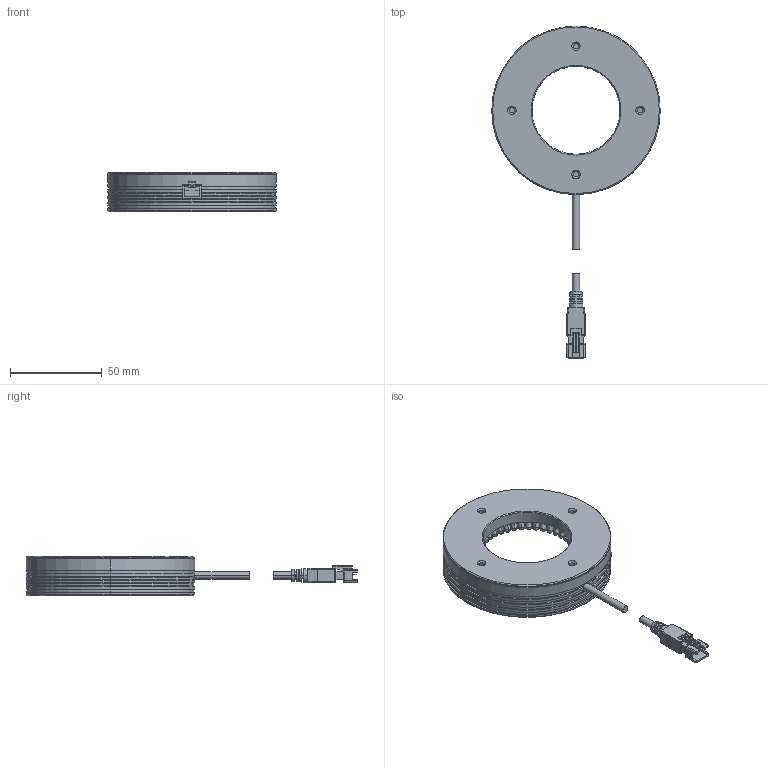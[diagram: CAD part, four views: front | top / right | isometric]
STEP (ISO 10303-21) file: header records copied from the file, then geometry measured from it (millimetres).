
FILE_DESCRIPTION(('STEP AP214'),'1');
FILE_NAME('VLR-30D92.stp','2023-02-06T09:45:31',(' '),(' '),'Spatial InterOp 3D',' ',' ');
FILE_SCHEMA(('AUTOMOTIVE_DESIGN { 1 0 10303 214 1 1 1 1 }'));
Length unit declared in the file: metre
Products named in the file (3): VLR-30D92; Component1; Component2
Assembly tree (2 placements, depth 2):
  VLR-30D92
    Component1
    Component2
Bounding box: 92 x 181.2 x 21.5 mm (x, y, z)
Volume: 76559.3 mm3; surface area: 30972.5 mm2
Topology: 2 solids, 2 shells, 1127 faces, 3392 edges, 2050 vertices
Faces by surface type: cylinder 514, sphere 414, plane 146, cone 45, torus 4, bspline 4
Entity records: 47454 total; most frequent: CARTESIAN_POINT 19877, ORIENTED_EDGE 5956, DIRECTION 5423, EDGE_CURVE 2978, AXIS2_PLACEMENT_3D 2302, VERTEX_POINT 2050, EDGE_LOOP 1370, CIRCLE 1156
